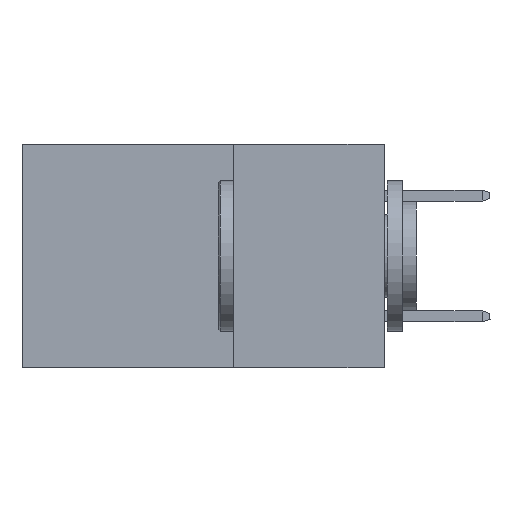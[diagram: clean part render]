
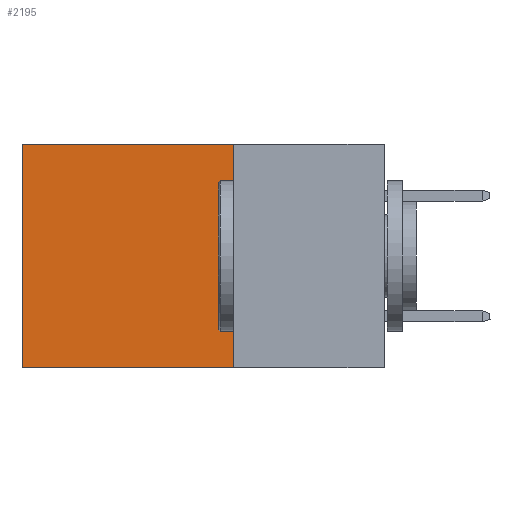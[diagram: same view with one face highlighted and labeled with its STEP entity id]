
A CAD part, left-side view. The second image highlights one B-rep face of the part: STEP entity #2195.
In plain terms, the highlighted planar face has unit normal (-1, 0, 0).
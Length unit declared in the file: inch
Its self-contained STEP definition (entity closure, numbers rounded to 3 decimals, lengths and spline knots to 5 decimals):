
#142 = VERTEX_POINT ( 'NONE', #1046 ) ;
#815 = CARTESIAN_POINT ( 'NONE',  ( 0.298, 0.25, 0. ) ) ;
#871 = ORIENTED_EDGE ( 'NONE', *, *, #7306, .T. ) ;
#1046 = CARTESIAN_POINT ( 'NONE',  ( 0.298, 0.6, 0. ) ) ;
#1093 = EDGE_LOOP ( 'NONE', ( #871, #9969, #6226, #9645 ) ) ;
#1267 = VECTOR ( 'NONE', #13869, 39.37008 ) ;
#2031 = FACE_OUTER_BOUND ( 'NONE', #1093, .T. ) ;
#2195 = ADVANCED_FACE ( 'NONE', ( #2031 ), #3262, .F. ) ;
#2569 = CARTESIAN_POINT ( 'NONE',  ( 0.298, 0.25, -0.37 ) ) ;
#2697 = DIRECTION ( 'NONE',  ( 0., 1., 0. ) ) ;
#3262 = PLANE ( 'NONE',  #9200 ) ;
#3457 = DIRECTION ( 'NONE',  ( 0., 1., 0. ) ) ;
#3800 = VERTEX_POINT ( 'NONE', #14186 ) ;
#3874 = VECTOR ( 'NONE', #13753, 39.37008 ) ;
#4427 = LINE ( 'NONE', #8806, #9796 ) ;
#5023 = LINE ( 'NONE', #15092, #3874 ) ;
#5055 = VERTEX_POINT ( 'NONE', #815 ) ;
#5679 = LINE ( 'NONE', #6623, #1267 ) ;
#6226 = ORIENTED_EDGE ( 'NONE', *, *, #9829, .F. ) ;
#6623 = CARTESIAN_POINT ( 'NONE',  ( 0.298, 0.6, 0. ) ) ;
#6961 = DIRECTION ( 'NONE',  ( 1., 0., 0. ) ) ;
#7306 = EDGE_CURVE ( 'NONE', #142, #3800, #5679, .T. ) ;
#8532 = VERTEX_POINT ( 'NONE', #2569 ) ;
#8806 = CARTESIAN_POINT ( 'NONE',  ( 0.298, 0.25, 0. ) ) ;
#9200 = AXIS2_PLACEMENT_3D ( 'NONE', #14310, #6961, #9440 ) ;
#9440 = DIRECTION ( 'NONE',  ( 0., 0., -1. ) ) ;
#9645 = ORIENTED_EDGE ( 'NONE', *, *, #10298, .T. ) ;
#9796 = VECTOR ( 'NONE', #2697, 39.37008 ) ;
#9829 = EDGE_CURVE ( 'NONE', #5055, #8532, #5023, .T. ) ;
#9969 = ORIENTED_EDGE ( 'NONE', *, *, #15218, .F. ) ;
#10298 = EDGE_CURVE ( 'NONE', #5055, #142, #4427, .T. ) ;
#10543 = VECTOR ( 'NONE', #3457, 39.37008 ) ;
#11878 = LINE ( 'NONE', #14500, #10543 ) ;
#13753 = DIRECTION ( 'NONE',  ( 0., 0., -1. ) ) ;
#13869 = DIRECTION ( 'NONE',  ( 0., 0., -1. ) ) ;
#14186 = CARTESIAN_POINT ( 'NONE',  ( 0.298, 0.6, -0.37 ) ) ;
#14310 = CARTESIAN_POINT ( 'NONE',  ( 0.298, 0.25, 0. ) ) ;
#14500 = CARTESIAN_POINT ( 'NONE',  ( 0.298, 0.25, -0.37 ) ) ;
#15092 = CARTESIAN_POINT ( 'NONE',  ( 0.298, 0.25, 0. ) ) ;
#15218 = EDGE_CURVE ( 'NONE', #8532, #3800, #11878, .T. ) ;
